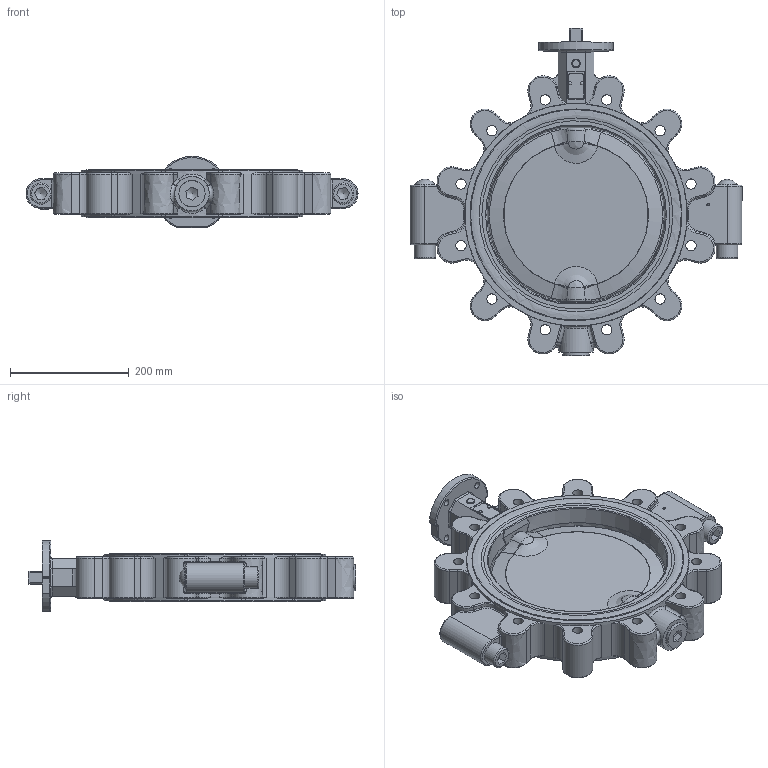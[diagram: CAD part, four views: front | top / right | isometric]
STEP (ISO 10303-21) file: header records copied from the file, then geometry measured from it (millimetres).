
FILE_DESCRIPTION((''),'2;1');
FILE_NAME('Z614-A DN300.stp','2007-10-02T09:21:34',('hellwig'),(''),'Autodesk Inventor 11','Autodesk Inventor 11','');
FILE_SCHEMA(('AUTOMOTIVE_DESIGN { 1 0 10303 214 1 1 1 1 }'));
Length unit declared in the file: millimetre
Products named in the file (1): Bauteil4
Bounding box: 558 x 551 x 119.5 mm (x, y, z)
Volume: 7784806.9 mm3; surface area: 794132.1 mm2
Topology: 1 solids, 19 shells, 1157 faces, 2978 edges, 1883 vertices
Faces by surface type: bspline 408, plane 339, cylinder 255, torus 98, cone 48, sphere 9
Full cylindrical faces by diameter (mm): 2.5 x1, 3 x2, 3.2 x2, 14 x1, 20.752 x2, 24 x2, 30 x7, 30.1 x1, 31 x1, 35 x3, 36 x2, 38 x1, 38.3 x1, 43.9 x1, 44 x2, 44.1 x2, 58 x1, 313.3 x2, 346 x1, 346.8 x1, 355.8 x1, 356 x1
Entity records: 43879 total; most frequent: CARTESIAN_POINT 18660, ORIENTED_EDGE 5534, DIRECTION 4482, EDGE_CURVE 2767, VERTEX_POINT 1816, AXIS2_PLACEMENT_3D 1673, EDGE_LOOP 1403, FACE_OUTER_BOUND 1157
